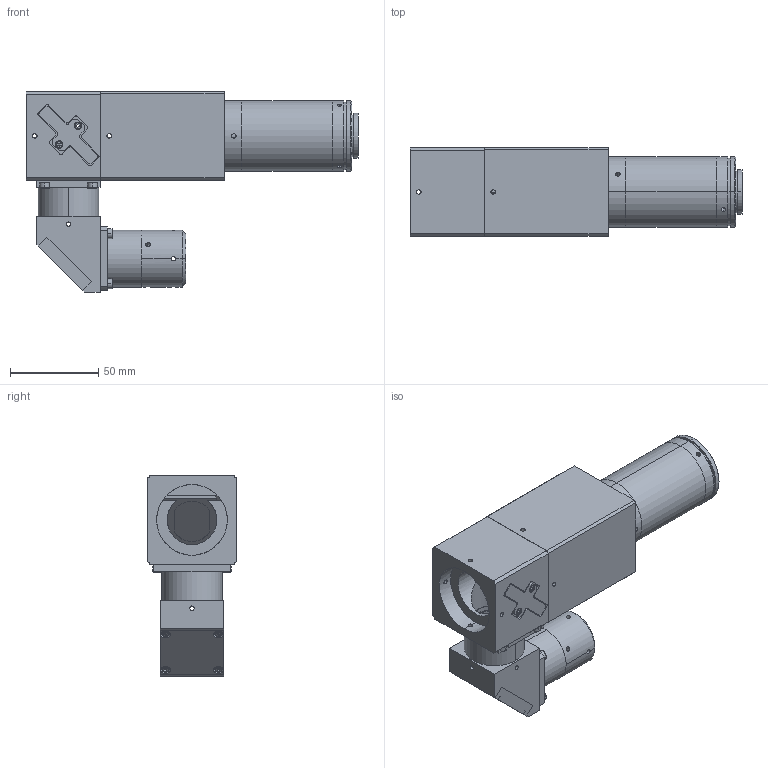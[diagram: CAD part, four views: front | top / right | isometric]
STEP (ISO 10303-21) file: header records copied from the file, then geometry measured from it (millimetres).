
FILE_DESCRIPTION (( 'STEP AP203' ), '1' );
FILE_NAME ('XF-VM3-1X-CL-V6.1.STEP', '2019-10-10T09:21:05', ( 'zhanghp' ), ( '' ), 'SwSTEP 2.0', 'SolidWorks 2014', '' );
FILE_SCHEMA (( 'CONFIG_CONTROL_DESIGN' ));
Length unit declared in the file: millimetre
Products named in the file (1): XF-VM3-1X-CL-V6.1
Bounding box: 187.67 x 50 x 113.41 mm (x, y, z)
Surface area: 70572.3 mm2 (no closed solid volume)
Topology: 0 solids, 40 shells, 513 faces, 1588 edges, 1069 vertices
Faces by surface type: plane 260, cylinder 191, torus 32, cone 30
Entity records: 18961 total; most frequent: CARTESIAN_POINT 4803, DIRECTION 3023, ORIENTED_EDGE 2580, EDGE_CURVE 1564, VERTEX_POINT 1069, AXIS2_PLACEMENT_3D 1047, LINE 929, VECTOR 929
